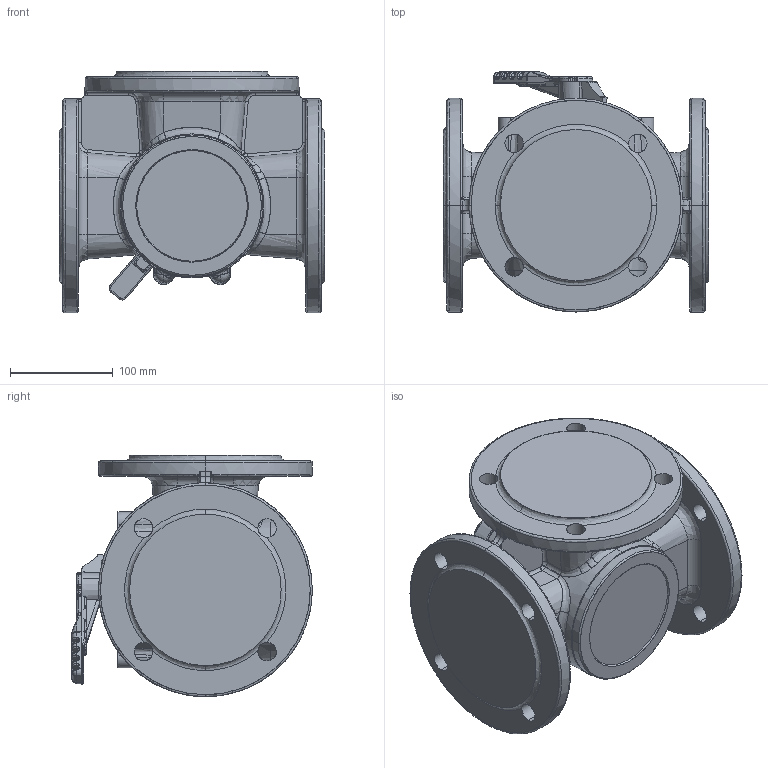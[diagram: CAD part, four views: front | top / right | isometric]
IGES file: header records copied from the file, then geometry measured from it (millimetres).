
Start section: START RECORD GO HERE.
Global section: file name: IGES_610100_-_TST.igs; native system: DASSAULT SYSTEMES CATIA Version 5-6 Release 2019 - www.3ds.com; preprocessor: V5-6R2019_5.29.3.0.06-20-2019.20.00; author: advantage; organization: CALEFFI; date: 20220121.164636; units: millimetre
Bounding box: 258 x 234 x 235 mm (x, y, z)
Surface area: 414712.8 mm2 (no closed solid volume)
Topology: 0 solids, 0 shells, 2444 faces, 13433 edges, 13350 vertices
Faces by surface type: plane 1063, revolution 929, bspline 452
